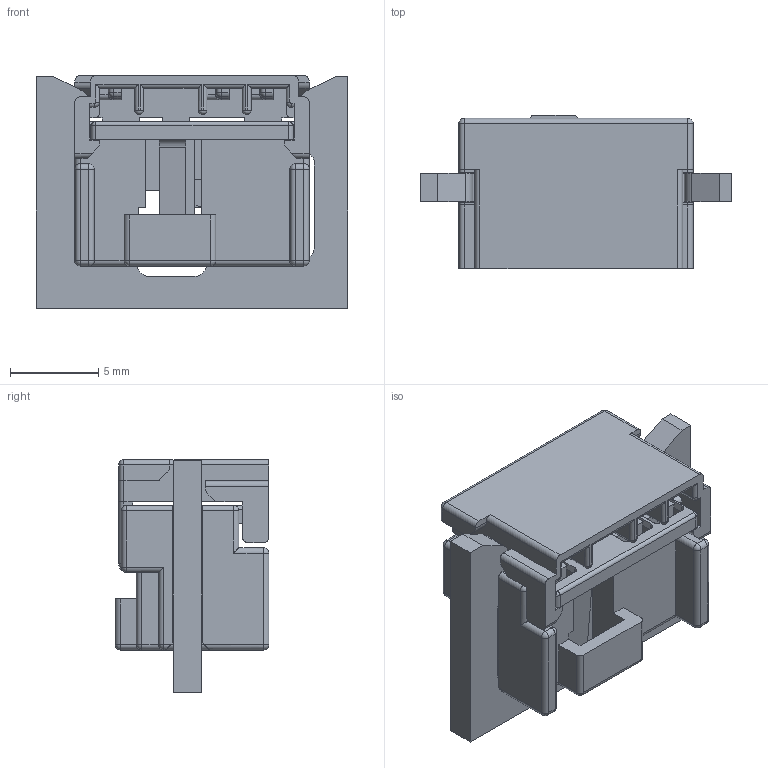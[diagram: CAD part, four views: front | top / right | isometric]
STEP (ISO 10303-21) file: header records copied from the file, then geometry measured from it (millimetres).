
FILE_DESCRIPTION (( 'STEP AP214' ), '1' );
FILE_NAME ('PCB_Slot_3F_V_ASSY.STEP', '2022-03-23T06:46:52', ( 'jkhwang' ), ( '' ), 'SwSTEP 2.0', 'SolidWorks 2020', '' );
FILE_SCHEMA (( 'AUTOMOTIVE_DESIGN' ));
Length unit declared in the file: millimetre
Products named in the file (3): PCB_Slot_3F_V_HSG_Rev.A_堅偌; PCB_Slot_3F_V_PCB_Rev.3; PCB_Slot_3F_V_ASSY
Assembly tree (2 placements, depth 2):
  PCB_Slot_3F_V_ASSY
    PCB_Slot_3F_V_HSG_Rev.A_堅偌
    PCB_Slot_3F_V_PCB_Rev.3
Bounding box: 17.7 x 8.72 x 13.2 mm (x, y, z)
Volume: 848.8 mm3; surface area: 1796 mm2
Topology: 8 solids, 8 shells, 529 faces, 1402 edges, 862 vertices
Faces by surface type: plane 307, cylinder 175, sphere 33, torus 13, cone 1
Entity records: 16097 total; most frequent: CARTESIAN_POINT 2944, ORIENTED_EDGE 2744, DIRECTION 2676, EDGE_CURVE 1372, VECTOR 1028, LINE 1028, VERTEX_POINT 862, AXIS2_PLACEMENT_3D 824
